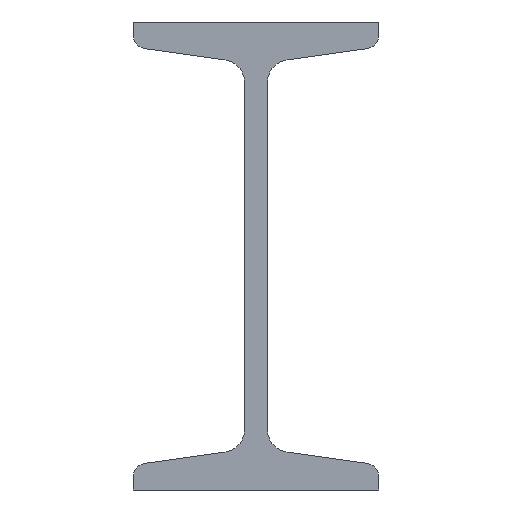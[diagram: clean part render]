
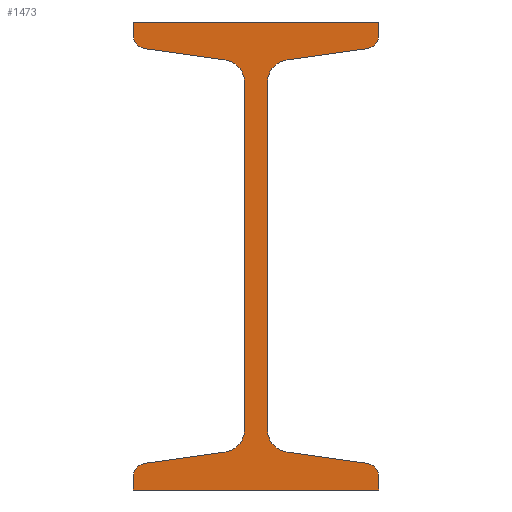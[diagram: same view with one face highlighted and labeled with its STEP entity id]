
A CAD part, front view. The second image highlights one B-rep face of the part: STEP entity #1473.
In plain terms, the highlighted planar face has unit normal (0, -1, 0).
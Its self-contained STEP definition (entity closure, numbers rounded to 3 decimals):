
#2=DIRECTION('',(0.,0.,1.));
#3=VECTOR('',#2,2.267);
#4=CARTESIAN_POINT('',(-21.,0.,-40.));
#5=LINE('',#4,#3);
#6=CARTESIAN_POINT('',(-18.7,0.,-37.733));
#7=DIRECTION('',(0.,1.,0.));
#8=DIRECTION('',(-1.,0.,0.));
#9=AXIS2_PLACEMENT_3D('',#6,#7,#8);
#11=DIRECTION('',(0.99,0.,0.139));
#12=VECTOR('',#11,13.848);
#13=CARTESIAN_POINT('',(-19.02,0.,-35.455));
#14=LINE('',#13,#12);
#15=CARTESIAN_POINT('',(-5.85,0.,-29.666));
#16=DIRECTION('',(0.,-1.,0.));
#17=DIRECTION('',(0.139,0.,-0.99));
#18=AXIS2_PLACEMENT_3D('',#15,#16,#17);
#20=DIRECTION('',(0.,0.,1.));
#21=VECTOR('',#20,59.332);
#22=CARTESIAN_POINT('',(-1.95,0.,-29.666));
#23=LINE('',#22,#21);
#24=CARTESIAN_POINT('',(-5.85,0.,29.666));
#25=DIRECTION('',(0.,-1.,0.));
#26=DIRECTION('',(1.,0.,0.));
#27=AXIS2_PLACEMENT_3D('',#24,#25,#26);
#29=DIRECTION('',(-0.99,0.,0.139));
#30=VECTOR('',#29,13.848);
#31=CARTESIAN_POINT('',(-5.307,0.,33.528));
#32=LINE('',#31,#30);
#33=CARTESIAN_POINT('',(-18.7,0.,37.733));
#34=DIRECTION('',(0.,1.,0.));
#35=DIRECTION('',(-0.139,0.,-0.99));
#36=AXIS2_PLACEMENT_3D('',#33,#34,#35);
#38=DIRECTION('',(0.,0.,1.));
#39=VECTOR('',#38,2.267);
#40=CARTESIAN_POINT('',(-21.,0.,37.733));
#41=LINE('',#40,#39);
#42=DIRECTION('',(1.,0.,0.));
#43=VECTOR('',#42,42.);
#44=CARTESIAN_POINT('',(-21.,0.,40.));
#45=LINE('',#44,#43);
#46=DIRECTION('',(0.,0.,-1.));
#47=VECTOR('',#46,2.267);
#48=CARTESIAN_POINT('',(21.,0.,40.));
#49=LINE('',#48,#47);
#50=CARTESIAN_POINT('',(18.7,0.,37.733));
#51=DIRECTION('',(0.,1.,0.));
#52=DIRECTION('',(1.,0.,0.));
#53=AXIS2_PLACEMENT_3D('',#50,#51,#52);
#55=DIRECTION('',(-0.99,0.,-0.139));
#56=VECTOR('',#55,13.848);
#57=CARTESIAN_POINT('',(19.02,0.,35.455));
#58=LINE('',#57,#56);
#59=CARTESIAN_POINT('',(5.85,0.,29.666));
#60=DIRECTION('',(0.,-1.,0.));
#61=DIRECTION('',(-0.139,0.,0.99));
#62=AXIS2_PLACEMENT_3D('',#59,#60,#61);
#64=DIRECTION('',(0.,0.,-1.));
#65=VECTOR('',#64,59.332);
#66=CARTESIAN_POINT('',(1.95,0.,29.666));
#67=LINE('',#66,#65);
#68=CARTESIAN_POINT('',(5.85,0.,-29.666));
#69=DIRECTION('',(0.,-1.,0.));
#70=DIRECTION('',(-1.,0.,0.));
#71=AXIS2_PLACEMENT_3D('',#68,#69,#70);
#73=DIRECTION('',(0.99,0.,-0.139));
#74=VECTOR('',#73,13.848);
#75=CARTESIAN_POINT('',(5.307,0.,-33.528));
#76=LINE('',#75,#74);
#77=CARTESIAN_POINT('',(18.7,0.,-37.733));
#78=DIRECTION('',(0.,1.,0.));
#79=DIRECTION('',(0.139,0.,0.99));
#80=AXIS2_PLACEMENT_3D('',#77,#78,#79);
#82=DIRECTION('',(0.,0.,-1.));
#83=VECTOR('',#82,2.267);
#84=CARTESIAN_POINT('',(21.,0.,-37.733));
#85=LINE('',#84,#83);
#86=DIRECTION('',(-1.,0.,0.));
#87=VECTOR('',#86,42.);
#88=CARTESIAN_POINT('',(21.,0.,-40.));
#89=LINE('',#88,#87);
#1074=CARTESIAN_POINT('',(-21.,0.,-40.));
#1075=CARTESIAN_POINT('',(-21.,0.,-37.733));
#1076=VERTEX_POINT('',#1074);
#1077=VERTEX_POINT('',#1075);
#1078=CARTESIAN_POINT('',(-19.02,0.,-35.455));
#1079=VERTEX_POINT('',#1078);
#1080=CARTESIAN_POINT('',(-5.307,0.,-33.528));
#1081=VERTEX_POINT('',#1080);
#1082=CARTESIAN_POINT('',(-1.95,0.,-29.666));
#1083=VERTEX_POINT('',#1082);
#1084=CARTESIAN_POINT('',(-1.95,0.,29.666));
#1085=VERTEX_POINT('',#1084);
#1086=CARTESIAN_POINT('',(-5.307,0.,33.528));
#1087=VERTEX_POINT('',#1086);
#1088=CARTESIAN_POINT('',(-19.02,0.,35.455));
#1089=VERTEX_POINT('',#1088);
#1090=CARTESIAN_POINT('',(-21.,0.,37.733));
#1091=VERTEX_POINT('',#1090);
#1092=CARTESIAN_POINT('',(-21.,0.,40.));
#1093=VERTEX_POINT('',#1092);
#1094=CARTESIAN_POINT('',(21.,0.,40.));
#1095=VERTEX_POINT('',#1094);
#1096=CARTESIAN_POINT('',(21.,0.,37.733));
#1097=VERTEX_POINT('',#1096);
#1098=CARTESIAN_POINT('',(19.02,0.,35.455));
#1099=VERTEX_POINT('',#1098);
#1100=CARTESIAN_POINT('',(5.307,0.,33.528));
#1101=VERTEX_POINT('',#1100);
#1102=CARTESIAN_POINT('',(1.95,0.,29.666));
#1103=VERTEX_POINT('',#1102);
#1104=CARTESIAN_POINT('',(1.95,0.,-29.666));
#1105=VERTEX_POINT('',#1104);
#1106=CARTESIAN_POINT('',(5.307,0.,-33.528));
#1107=VERTEX_POINT('',#1106);
#1108=CARTESIAN_POINT('',(19.02,0.,-35.455));
#1109=VERTEX_POINT('',#1108);
#1110=CARTESIAN_POINT('',(21.,0.,-37.733));
#1111=VERTEX_POINT('',#1110);
#1112=CARTESIAN_POINT('',(21.,0.,-40.));
#1113=VERTEX_POINT('',#1112);
#1426=CARTESIAN_POINT('',(0.,0.,0.));
#1427=DIRECTION('',(0.,1.,0.));
#1428=DIRECTION('',(1.,0.,0.));
#1429=AXIS2_PLACEMENT_3D('',#1426,#1427,#1428);
#1430=PLANE('',#1429);
#1432=ORIENTED_EDGE('',*,*,#1431,.T.);
#1434=ORIENTED_EDGE('',*,*,#1433,.T.);
#1436=ORIENTED_EDGE('',*,*,#1435,.T.);
#1438=ORIENTED_EDGE('',*,*,#1437,.T.);
#1440=ORIENTED_EDGE('',*,*,#1439,.T.);
#1442=ORIENTED_EDGE('',*,*,#1441,.T.);
#1444=ORIENTED_EDGE('',*,*,#1443,.T.);
#1446=ORIENTED_EDGE('',*,*,#1445,.T.);
#1448=ORIENTED_EDGE('',*,*,#1447,.T.);
#1450=ORIENTED_EDGE('',*,*,#1449,.T.);
#1452=ORIENTED_EDGE('',*,*,#1451,.T.);
#1454=ORIENTED_EDGE('',*,*,#1453,.T.);
#1456=ORIENTED_EDGE('',*,*,#1455,.T.);
#1458=ORIENTED_EDGE('',*,*,#1457,.T.);
#1460=ORIENTED_EDGE('',*,*,#1459,.T.);
#1462=ORIENTED_EDGE('',*,*,#1461,.T.);
#1464=ORIENTED_EDGE('',*,*,#1463,.T.);
#1466=ORIENTED_EDGE('',*,*,#1465,.T.);
#1468=ORIENTED_EDGE('',*,*,#1467,.T.);
#1470=ORIENTED_EDGE('',*,*,#1469,.T.);
#1471=EDGE_LOOP('',(#1432,#1434,#1436,#1438,#1440,#1442,#1444,#1446,#1448,#1450,
#1452,#1454,#1456,#1458,#1460,#1462,#1464,#1466,#1468,#1470));
#1472=FACE_OUTER_BOUND('',#1471,.F.);
#1473=ADVANCED_FACE('',(#1472),#1430,.F.);
#10=CIRCLE('',#9,2.3);
#19=CIRCLE('',#18,3.9);
#28=CIRCLE('',#27,3.9);
#37=CIRCLE('',#36,2.3);
#54=CIRCLE('',#53,2.3);
#63=CIRCLE('',#62,3.9);
#72=CIRCLE('',#71,3.9);
#81=CIRCLE('',#80,2.3);
#1431=EDGE_CURVE('',#1076,#1077,#5,.T.);
#1433=EDGE_CURVE('',#1077,#1079,#10,.T.);
#1435=EDGE_CURVE('',#1079,#1081,#14,.T.);
#1437=EDGE_CURVE('',#1081,#1083,#19,.T.);
#1439=EDGE_CURVE('',#1083,#1085,#23,.T.);
#1441=EDGE_CURVE('',#1085,#1087,#28,.T.);
#1443=EDGE_CURVE('',#1087,#1089,#32,.T.);
#1445=EDGE_CURVE('',#1089,#1091,#37,.T.);
#1447=EDGE_CURVE('',#1091,#1093,#41,.T.);
#1449=EDGE_CURVE('',#1093,#1095,#45,.T.);
#1451=EDGE_CURVE('',#1095,#1097,#49,.T.);
#1453=EDGE_CURVE('',#1097,#1099,#54,.T.);
#1455=EDGE_CURVE('',#1099,#1101,#58,.T.);
#1457=EDGE_CURVE('',#1101,#1103,#63,.T.);
#1459=EDGE_CURVE('',#1103,#1105,#67,.T.);
#1461=EDGE_CURVE('',#1105,#1107,#72,.T.);
#1463=EDGE_CURVE('',#1107,#1109,#76,.T.);
#1465=EDGE_CURVE('',#1109,#1111,#81,.T.);
#1467=EDGE_CURVE('',#1111,#1113,#85,.T.);
#1469=EDGE_CURVE('',#1113,#1076,#89,.T.);
